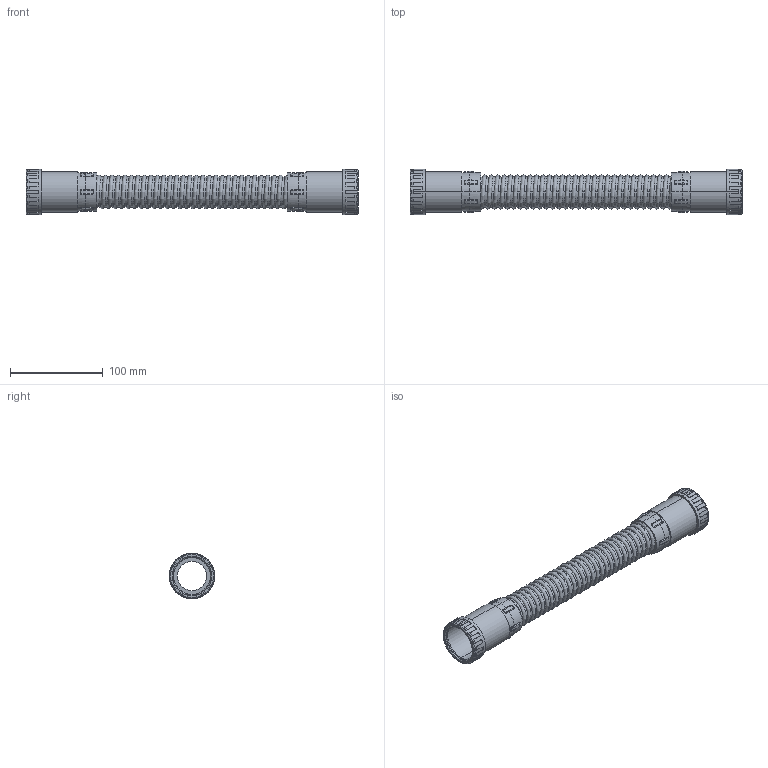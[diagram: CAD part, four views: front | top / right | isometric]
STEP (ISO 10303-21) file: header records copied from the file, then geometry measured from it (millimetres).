
FILE_DESCRIPTION (( 'STEP AP214' ), '1' );
FILE_NAME ('CTA10D-CXT40-K41 - Ìóôòà ãèáêàÿ òðóáà-òðóáà IP65 CXT40.STEP', '2016-05-20T12:01:42', ( '' ), ( '' ), 'SwSTEP 2.0', 'SolidWorks 2014', '' );
FILE_SCHEMA (( 'AUTOMOTIVE_DESIGN' ));
Length unit declared in the file: millimetre
Products named in the file (1): CTA10D-CXT40-K41 - Ìóôòà ãèáêàÿ òðóáà-òðóáà IP65 CXT40
Bounding box: 358 x 49 x 49 mm (x, y, z)
Volume: 95709.9 mm3; surface area: 95428.4 mm2
Topology: 1 solids, 5 shells, 424 faces, 1166 edges, 736 vertices
Faces by surface type: plane 150, cylinder 107, torus 68, bspline 61, cone 38
Entity records: 28418 total; most frequent: CARTESIAN_POINT 18421, ORIENTED_EDGE 2284, DIRECTION 1928, EDGE_CURVE 1142, AXIS2_PLACEMENT_3D 784, VERTEX_POINT 736, EDGE_LOOP 442, FACE_OUTER_BOUND 424
